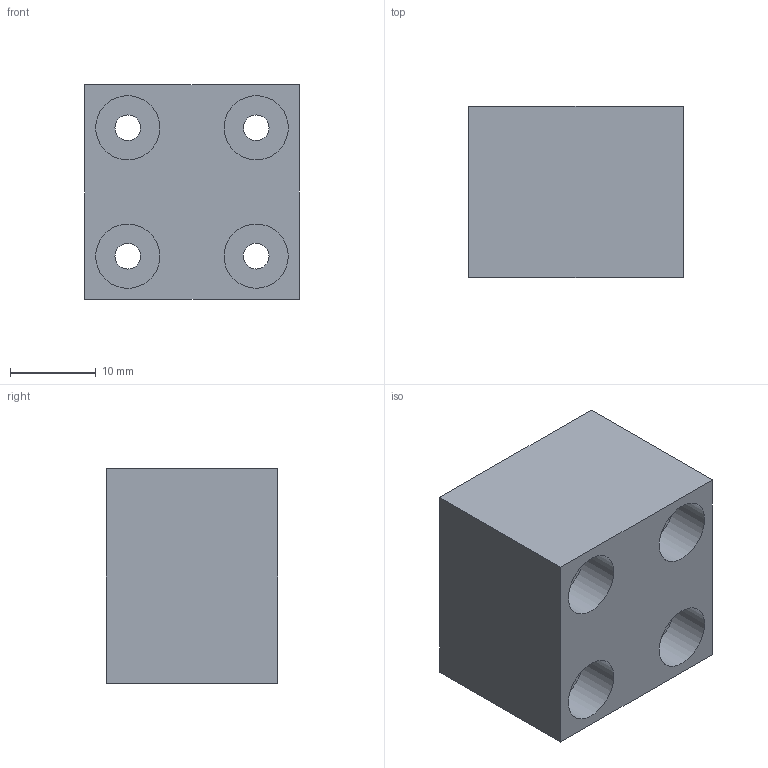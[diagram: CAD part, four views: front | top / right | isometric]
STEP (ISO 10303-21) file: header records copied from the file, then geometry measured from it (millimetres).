
FILE_DESCRIPTION(/* description */ (''),/* implementation_level */ '2;1');
FILE_NAME(/* name */ 'Rod Support_v6.step',/* time_stamp */ '2024-01-28T17:53:57+05:30',/* author */ (''),/* organization */ (''),/* preprocessor_version */ 'ST-DEVELOPER v20',/* originating_system */ 'Autodesk Translation Framework v12.14.0.127',/* authorisation */ '');
FILE_SCHEMA (('AUTOMOTIVE_DESIGN { 1 0 10303 214 3 1 1 }'));
Length unit declared in the file: millimetre
Products named in the file (2): Rod Support; Component4
Assembly tree (1 placements, depth 2):
  Rod Support
    Component4
Bounding box: 25 x 20 x 25 mm (x, y, z)
Volume: 10014.2 mm3; surface area: 4701.4 mm2
Topology: 1 solids, 1 shells, 20 faces, 39 edges, 26 vertices
Faces by surface type: plane 11, cylinder 9
Full cylindrical faces by diameter (mm): 3 x4, 7.5 x4, 10 x1
Entity records: 590 total; most frequent: DIRECTION 103, CARTESIAN_POINT 88, ORIENTED_EDGE 78, AXIS2_PLACEMENT_3D 41, EDGE_CURVE 39, EDGE_LOOP 33, VERTEX_POINT 26, LINE 21
